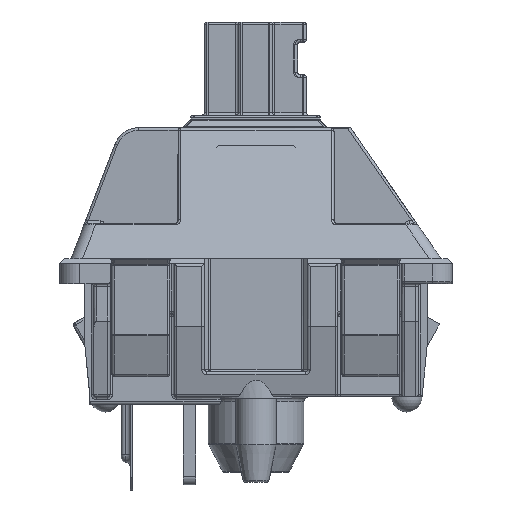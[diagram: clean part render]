
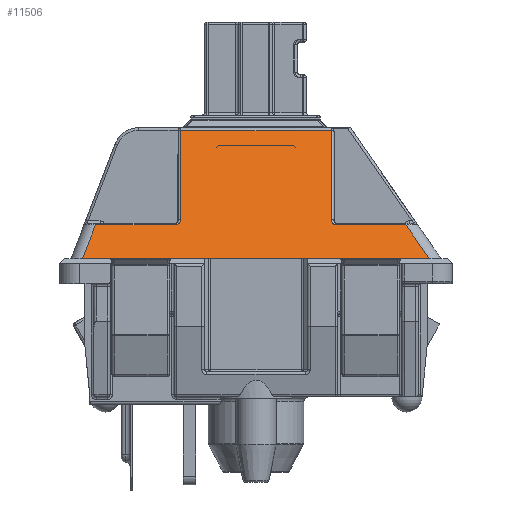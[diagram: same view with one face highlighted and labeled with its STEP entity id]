
A CAD part, left-side view. The second image highlights one B-rep face of the part: STEP entity #11506.
In plain terms, the highlighted planar face has unit normal (-0.914, 0, 0.405).
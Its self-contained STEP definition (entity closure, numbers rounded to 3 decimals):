
#8816 = EDGE_CURVE('',#8817,#8819,#8821,.T.);
#8817 = VERTEX_POINT('',#8818);
#8818 = CARTESIAN_POINT('',(-7.3,6.892,5.95));
#8819 = VERTEX_POINT('',#8820);
#8820 = CARTESIAN_POINT('',(-7.3,-6.882,5.95));
#8821 = LINE('',#8822,#8823);
#8822 = CARTESIAN_POINT('',(-7.3,7.35,5.95));
#8823 = VECTOR('',#8824,1.);
#8824 = DIRECTION('',(0.,-1.,0.));
#11506 = ADVANCED_FACE('',(#11507),#11582,.F.);
#11507 = FACE_BOUND('',#11508,.T.);
#11508 = EDGE_LOOP('',(#11509,#11520,#11528,#11536,#11544,#11553,#11561,
    #11567,#11568,#11576));
#11509 = ORIENTED_EDGE('',*,*,#11510,.F.);
#11510 = EDGE_CURVE('',#11511,#11513,#11515,.T.);
#11511 = VERTEX_POINT('',#11512);
#11512 = CARTESIAN_POINT('',(-6.619,-3.,7.49));
#11513 = VERTEX_POINT('',#11514);
#11514 = CARTESIAN_POINT('',(-6.707,-3.2,7.29));
#11515 = ( BOUNDED_CURVE() B_SPLINE_CURVE(3,(#11516,#11517,#11518,#11519
),.UNSPECIFIED.,.F.,.F.) B_SPLINE_CURVE_WITH_KNOTS((4,4),(1.571
,3.142),.PIECEWISE_BEZIER_KNOTS.) CURVE() 
GEOMETRIC_REPRESENTATION_ITEM() RATIONAL_B_SPLINE_CURVE((1.,
0.805,0.805,1.)) REPRESENTATION_ITEM('') );
#11516 = CARTESIAN_POINT('',(-6.619,-3.,7.49));
#11517 = CARTESIAN_POINT('',(-6.67,-3.,7.373));
#11518 = CARTESIAN_POINT('',(-6.707,-3.083,
    7.29));
#11519 = CARTESIAN_POINT('',(-6.707,-3.2,7.29));
#11520 = ORIENTED_EDGE('',*,*,#11521,.T.);
#11521 = EDGE_CURVE('',#11511,#11522,#11524,.T.);
#11522 = VERTEX_POINT('',#11523);
#11523 = CARTESIAN_POINT('',(-5.053,-3.,11.031));
#11524 = LINE('',#11525,#11526);
#11525 = CARTESIAN_POINT('',(-5.053,-3.,11.031));
#11526 = VECTOR('',#11527,1.);
#11527 = DIRECTION('',(0.405,0.,0.915
    ));
#11528 = ORIENTED_EDGE('',*,*,#11529,.T.);
#11529 = EDGE_CURVE('',#11522,#11530,#11532,.T.);
#11530 = VERTEX_POINT('',#11531);
#11531 = CARTESIAN_POINT('',(-5.053,3.,11.031));
#11532 = LINE('',#11533,#11534);
#11533 = CARTESIAN_POINT('',(-5.053,3.1,11.031));
#11534 = VECTOR('',#11535,1.);
#11535 = DIRECTION('',(0.,1.,0.));
#11536 = ORIENTED_EDGE('',*,*,#11537,.T.);
#11537 = EDGE_CURVE('',#11530,#11538,#11540,.T.);
#11538 = VERTEX_POINT('',#11539);
#11539 = CARTESIAN_POINT('',(-6.619,3.,7.49));
#11540 = LINE('',#11541,#11542);
#11541 = CARTESIAN_POINT('',(-6.681,3.,7.35));
#11542 = VECTOR('',#11543,1.);
#11543 = DIRECTION('',(-0.405,0.,
    -0.915));
#11544 = ORIENTED_EDGE('',*,*,#11545,.F.);
#11545 = EDGE_CURVE('',#11546,#11538,#11548,.T.);
#11546 = VERTEX_POINT('',#11547);
#11547 = CARTESIAN_POINT('',(-6.707,3.2,7.29));
#11548 = ( BOUNDED_CURVE() B_SPLINE_CURVE(3,(#11549,#11550,#11551,#11552
),.UNSPECIFIED.,.F.,.F.) B_SPLINE_CURVE_WITH_KNOTS((4,4),(3.142,
4.712),.PIECEWISE_BEZIER_KNOTS.) CURVE() 
GEOMETRIC_REPRESENTATION_ITEM() RATIONAL_B_SPLINE_CURVE((1.,
0.805,0.805,1.)) REPRESENTATION_ITEM('') );
#11549 = CARTESIAN_POINT('',(-6.707,3.2,7.29));
#11550 = CARTESIAN_POINT('',(-6.707,3.083,
    7.29));
#11551 = CARTESIAN_POINT('',(-6.67,3.,7.373));
#11552 = CARTESIAN_POINT('',(-6.619,3.,7.49));
#11553 = ORIENTED_EDGE('',*,*,#11554,.T.);
#11554 = EDGE_CURVE('',#11546,#11555,#11557,.T.);
#11555 = VERTEX_POINT('',#11556);
#11556 = CARTESIAN_POINT('',(-6.707,6.377,
    7.29));
#11557 = LINE('',#11558,#11559);
#11558 = CARTESIAN_POINT('',(-6.707,7.35,7.29));
#11559 = VECTOR('',#11560,1.);
#11560 = DIRECTION('',(0.,1.,0.));
#11561 = ORIENTED_EDGE('',*,*,#11562,.T.);
#11562 = EDGE_CURVE('',#11555,#8817,#11563,.T.);
#11563 = LINE('',#11564,#11565);
#11564 = CARTESIAN_POINT('',(-5.311,5.163,
    10.446));
#11565 = VECTOR('',#11566,1.);
#11566 = DIRECTION('',(-0.382,0.332,-0.863));
#11567 = ORIENTED_EDGE('',*,*,#8816,.T.);
#11568 = ORIENTED_EDGE('',*,*,#11569,.T.);
#11569 = EDGE_CURVE('',#8819,#11570,#11572,.T.);
#11570 = VERTEX_POINT('',#11571);
#11571 = CARTESIAN_POINT('',(-6.707,-5.954,
    7.29));
#11572 = LINE('',#11573,#11574);
#11573 = CARTESIAN_POINT('',(-3.056,-0.24,
    15.545));
#11574 = VECTOR('',#11575,1.);
#11575 = DIRECTION('',(0.342,0.535,0.773));
#11576 = ORIENTED_EDGE('',*,*,#11577,.T.);
#11577 = EDGE_CURVE('',#11570,#11513,#11578,.T.);
#11578 = LINE('',#11579,#11580);
#11579 = CARTESIAN_POINT('',(-6.707,-3.1,7.29));
#11580 = VECTOR('',#11581,1.);
#11581 = DIRECTION('',(0.,1.,0.));
#11582 = PLANE('',#11583);
#11583 = AXIS2_PLACEMENT_3D('',#11584,#11585,#11586);
#11584 = CARTESIAN_POINT('',(-5.,7.35,11.15));
#11585 = DIRECTION('',(0.915,0.,
    -0.405));
#11586 = DIRECTION('',(0.,-1.,0.));
